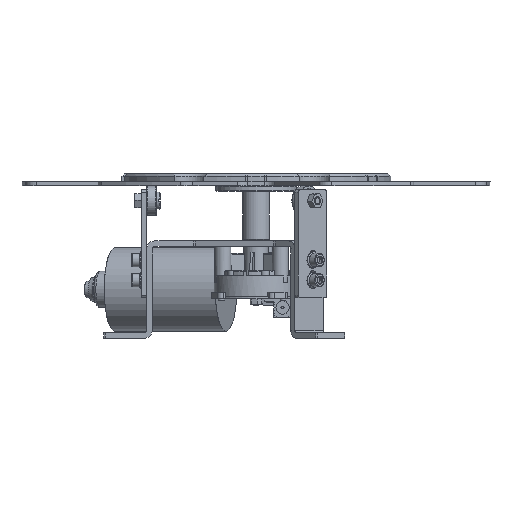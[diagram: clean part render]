
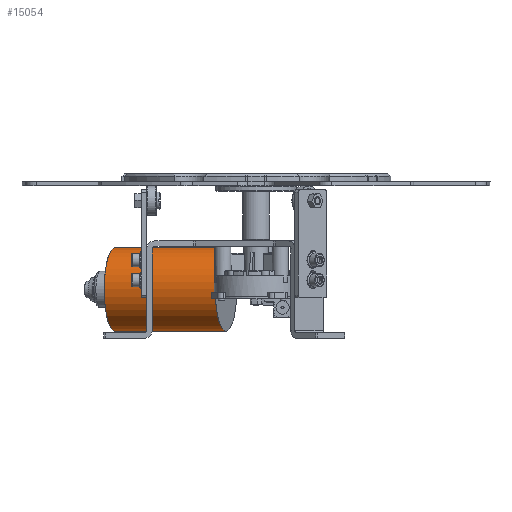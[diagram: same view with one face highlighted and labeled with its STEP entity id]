
A CAD part, front view. The second image highlights one B-rep face of the part: STEP entity #15054.
In plain terms, the highlighted cylindrical face has radius 31 mm (diameter 62 mm), a full revolution.
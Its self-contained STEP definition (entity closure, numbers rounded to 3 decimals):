
#616=CYLINDRICAL_SURFACE('',#16602,31.);
#1427=CIRCLE('',#16603,31.);
#1428=CIRCLE('',#16604,31.);
#1429=CIRCLE('',#16605,31.);
#1430=CIRCLE('',#16606,31.);
#2289=FACE_OUTER_BOUND('',#3197,.T.);
#3197=EDGE_LOOP('',(#12185,#12186,#12187,#12188,#12189,#12190));
#4306=LINE('',#27396,#5495);
#5495=VECTOR('',#19990,31.);
#6831=VERTEX_POINT('',#27392);
#6832=VERTEX_POINT('',#27393);
#6833=VERTEX_POINT('',#27395);
#6834=VERTEX_POINT('',#27397);
#8726=EDGE_CURVE('',#6831,#6832,#1427,.T.);
#8727=EDGE_CURVE('',#6832,#6833,#4306,.T.);
#8728=EDGE_CURVE('',#6833,#6834,#1428,.T.);
#8729=EDGE_CURVE('',#6834,#6833,#1429,.T.);
#8730=EDGE_CURVE('',#6832,#6831,#1430,.T.);
#12185=ORIENTED_EDGE('',*,*,#8726,.T.);
#12186=ORIENTED_EDGE('',*,*,#8727,.T.);
#12187=ORIENTED_EDGE('',*,*,#8728,.T.);
#12188=ORIENTED_EDGE('',*,*,#8729,.T.);
#12189=ORIENTED_EDGE('',*,*,#8727,.F.);
#12190=ORIENTED_EDGE('',*,*,#8730,.T.);
#15054=ADVANCED_FACE('',(#2289),#616,.T.);
#16602=AXIS2_PLACEMENT_3D('',#27391,#19986,#19987);
#16603=AXIS2_PLACEMENT_3D('',#27394,#19988,#19989);
#16604=AXIS2_PLACEMENT_3D('',#27398,#19991,#19992);
#16605=AXIS2_PLACEMENT_3D('',#27399,#19993,#19994);
#16606=AXIS2_PLACEMENT_3D('',#27400,#19995,#19996);
#19986=DIRECTION('center_axis',(0.,0.,1.));
#19987=DIRECTION('ref_axis',(1.,0.,0.));
#19988=DIRECTION('center_axis',(0.,0.,-1.));
#19989=DIRECTION('ref_axis',(-1.,0.,0.));
#19990=DIRECTION('',(0.,0.,-1.));
#19991=DIRECTION('center_axis',(0.,0.,1.));
#19992=DIRECTION('ref_axis',(1.,0.,0.));
#19993=DIRECTION('center_axis',(0.,0.,1.));
#19994=DIRECTION('ref_axis',(1.,0.,0.));
#19995=DIRECTION('center_axis',(0.,0.,-1.));
#19996=DIRECTION('ref_axis',(-1.,0.,0.));
#27391=CARTESIAN_POINT('Origin',(-0.03,-6.97,
0.));
#27392=CARTESIAN_POINT('',(30.97,-6.97,86.9));
#27393=CARTESIAN_POINT('',(-31.03,-6.97,86.9));
#27394=CARTESIAN_POINT('Origin',(-0.03,-6.97,86.9));
#27395=CARTESIAN_POINT('',(-31.03,-6.97,1.716));
#27396=CARTESIAN_POINT('',(-31.03,-6.97,0.));
#27397=CARTESIAN_POINT('',(30.97,-6.97,1.716));
#27398=CARTESIAN_POINT('Origin',(-0.03,-6.97,1.716));
#27399=CARTESIAN_POINT('Origin',(-0.03,-6.97,1.716));
#27400=CARTESIAN_POINT('Origin',(-0.03,-6.97,86.9));
